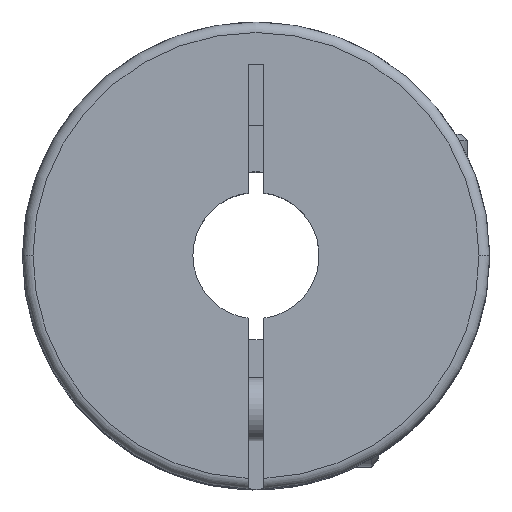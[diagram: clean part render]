
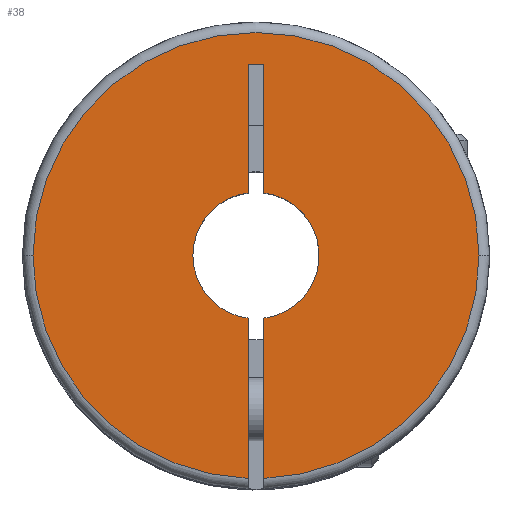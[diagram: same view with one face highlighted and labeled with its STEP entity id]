
A CAD part, top view. The second image highlights one B-rep face of the part: STEP entity #38.
In plain terms, the highlighted planar face has unit normal (0, 0, 1).
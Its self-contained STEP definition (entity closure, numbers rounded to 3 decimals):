
#3 = VECTOR ( 'NONE', #376, 1000. ) ;
#26 = ORIENTED_EDGE ( 'NONE', *, *, #3203, .F. ) ;
#38 = ADVANCED_FACE ( 'NONE', ( #3457 ), #3723, .F. ) ;
#185 = DIRECTION ( 'NONE',  ( 0., 0., -1. ) ) ;
#193 = VECTOR ( 'NONE', #2686, 1000. ) ;
#204 = CARTESIAN_POINT ( 'NONE',  ( 0., 0., 0. ) ) ;
#225 = DIRECTION ( 'NONE',  ( 0., 0., -1. ) ) ;
#231 = VERTEX_POINT ( 'NONE', #2156 ) ;
#242 = EDGE_LOOP ( 'NONE', ( #1226, #3347, #949, #3800, #2504, #1930, #26, #3882, #3357, #1234, #3725 ) ) ;
#244 = DIRECTION ( 'NONE',  ( -1., 0., 0. ) ) ;
#255 = CIRCLE ( 'NONE', #1765, 10.6 ) ;
#267 = VERTEX_POINT ( 'NONE', #2398 ) ;
#287 = CARTESIAN_POINT ( 'NONE',  ( 0., 0., 0. ) ) ;
#376 = DIRECTION ( 'NONE',  ( -1., 0., 0. ) ) ;
#432 = CARTESIAN_POINT ( 'NONE',  ( -0.375, 9.1, 0. ) ) ;
#438 = AXIS2_PLACEMENT_3D ( 'NONE', #287, #1575, #1552 ) ;
#472 = EDGE_CURVE ( 'NONE', #2737, #231, #1327, .T. ) ;
#561 = VERTEX_POINT ( 'NONE', #2058 ) ;
#570 = CARTESIAN_POINT ( 'NONE',  ( 0., 0., 0. ) ) ;
#590 = LINE ( 'NONE', #1480, #193 ) ;
#689 = CIRCLE ( 'NONE', #817, 3. ) ;
#732 = VERTEX_POINT ( 'NONE', #3909 ) ;
#785 = EDGE_CURVE ( 'NONE', #3603, #2737, #1323, .T. ) ;
#817 = AXIS2_PLACEMENT_3D ( 'NONE', #3212, #225, #3516 ) ;
#838 = EDGE_CURVE ( 'NONE', #2219, #561, #968, .T. ) ;
#895 = VECTOR ( 'NONE', #1460, 1000. ) ;
#949 = ORIENTED_EDGE ( 'NONE', *, *, #2896, .T. ) ;
#968 = LINE ( 'NONE', #432, #1900 ) ;
#1033 = CARTESIAN_POINT ( 'NONE',  ( -0.375, 9.1, 0. ) ) ;
#1107 = VERTEX_POINT ( 'NONE', #2425 ) ;
#1155 = EDGE_CURVE ( 'NONE', #267, #732, #1777, .T. ) ;
#1226 = ORIENTED_EDGE ( 'NONE', *, *, #3184, .F. ) ;
#1234 = ORIENTED_EDGE ( 'NONE', *, *, #2830, .F. ) ;
#1323 = LINE ( 'NONE', #3087, #3 ) ;
#1324 = AXIS2_PLACEMENT_3D ( 'NONE', #204, #185, #2045 ) ;
#1327 = LINE ( 'NONE', #1033, #1455 ) ;
#1452 = VERTEX_POINT ( 'NONE', #3091 ) ;
#1455 = VECTOR ( 'NONE', #1960, 1000. ) ;
#1460 = DIRECTION ( 'NONE',  ( 0., 1., 0. ) ) ;
#1480 = CARTESIAN_POINT ( 'NONE',  ( 0.375, -11.1, 0. ) ) ;
#1526 = DIRECTION ( 'NONE',  ( -1., 0., 0. ) ) ;
#1552 = DIRECTION ( 'NONE',  ( -1., 0., 0. ) ) ;
#1565 = CARTESIAN_POINT ( 'NONE',  ( 0., 0., 0. ) ) ;
#1575 = DIRECTION ( 'NONE',  ( 0., 0., -1. ) ) ;
#1643 = CARTESIAN_POINT ( 'NONE',  ( 0., 0., 0. ) ) ;
#1670 = CARTESIAN_POINT ( 'NONE',  ( -3., 0., 0. ) ) ;
#1672 = EDGE_CURVE ( 'NONE', #1107, #732, #1737, .T. ) ;
#1737 = LINE ( 'NONE', #1776, #895 ) ;
#1742 = CARTESIAN_POINT ( 'NONE',  ( 0., 0., 0. ) ) ;
#1765 = AXIS2_PLACEMENT_3D ( 'NONE', #570, #1773, #2034 ) ;
#1773 = DIRECTION ( 'NONE',  ( 0., 0., -1. ) ) ;
#1776 = CARTESIAN_POINT ( 'NONE',  ( 0.375, -11.1, 0. ) ) ;
#1777 = CIRCLE ( 'NONE', #1903, 3. ) ;
#1900 = VECTOR ( 'NONE', #3169, 1000. ) ;
#1903 = AXIS2_PLACEMENT_3D ( 'NONE', #1565, #3645, #1526 ) ;
#1904 = CARTESIAN_POINT ( 'NONE',  ( 0.375, 9.1, 0. ) ) ;
#1930 = ORIENTED_EDGE ( 'NONE', *, *, #785, .F. ) ;
#1960 = DIRECTION ( 'NONE',  ( 0., -1., 0. ) ) ;
#1965 = DIRECTION ( 'NONE',  ( 0., -1., 0. ) ) ;
#2034 = DIRECTION ( 'NONE',  ( -1., 0., 0. ) ) ;
#2045 = DIRECTION ( 'NONE',  ( -1., 0., 0. ) ) ;
#2058 = CARTESIAN_POINT ( 'NONE',  ( -0.375, -10.593, 0. ) ) ;
#2140 = AXIS2_PLACEMENT_3D ( 'NONE', #1742, #2958, #244 ) ;
#2156 = CARTESIAN_POINT ( 'NONE',  ( -0.375, 2.976, 0. ) ) ;
#2219 = VERTEX_POINT ( 'NONE', #3744 ) ;
#2225 = VERTEX_POINT ( 'NONE', #1670 ) ;
#2398 = CARTESIAN_POINT ( 'NONE',  ( 0.375, 2.976, 0. ) ) ;
#2422 = AXIS2_PLACEMENT_3D ( 'NONE', #1643, #3803, #1965 ) ;
#2425 = CARTESIAN_POINT ( 'NONE',  ( 0.375, -10.593, 0. ) ) ;
#2457 = CIRCLE ( 'NONE', #1324, 10.6 ) ;
#2504 = ORIENTED_EDGE ( 'NONE', *, *, #472, .F. ) ;
#2686 = DIRECTION ( 'NONE',  ( 0., 1., 0. ) ) ;
#2737 = VERTEX_POINT ( 'NONE', #3896 ) ;
#2776 = CIRCLE ( 'NONE', #2140, 10.6 ) ;
#2816 = EDGE_CURVE ( 'NONE', #2225, #231, #689, .T. ) ;
#2830 = EDGE_CURVE ( 'NONE', #2886, #1107, #2457, .T. ) ;
#2866 = EDGE_CURVE ( 'NONE', #1452, #2886, #2776, .T. ) ;
#2886 = VERTEX_POINT ( 'NONE', #3363 ) ;
#2896 = EDGE_CURVE ( 'NONE', #2219, #2225, #3923, .T. ) ;
#2958 = DIRECTION ( 'NONE',  ( 0., 0., -1. ) ) ;
#3087 = CARTESIAN_POINT ( 'NONE',  ( 0.375, 9.1, 0. ) ) ;
#3091 = CARTESIAN_POINT ( 'NONE',  ( -10.6, 0., 0. ) ) ;
#3169 = DIRECTION ( 'NONE',  ( 0., -1., 0. ) ) ;
#3184 = EDGE_CURVE ( 'NONE', #561, #1452, #255, .T. ) ;
#3203 = EDGE_CURVE ( 'NONE', #267, #3603, #590, .T. ) ;
#3212 = CARTESIAN_POINT ( 'NONE',  ( 0., 0., 0. ) ) ;
#3347 = ORIENTED_EDGE ( 'NONE', *, *, #838, .F. ) ;
#3357 = ORIENTED_EDGE ( 'NONE', *, *, #1672, .F. ) ;
#3363 = CARTESIAN_POINT ( 'NONE',  ( 10.6, 0., 0. ) ) ;
#3457 = FACE_OUTER_BOUND ( 'NONE', #242, .T. ) ;
#3516 = DIRECTION ( 'NONE',  ( -1., 0., 0. ) ) ;
#3603 = VERTEX_POINT ( 'NONE', #1904 ) ;
#3645 = DIRECTION ( 'NONE',  ( 0., 0., -1. ) ) ;
#3723 = PLANE ( 'NONE',  #2422 ) ;
#3725 = ORIENTED_EDGE ( 'NONE', *, *, #2866, .F. ) ;
#3744 = CARTESIAN_POINT ( 'NONE',  ( -0.375, -2.976, 0. ) ) ;
#3800 = ORIENTED_EDGE ( 'NONE', *, *, #2816, .T. ) ;
#3803 = DIRECTION ( 'NONE',  ( 0., 0., -1. ) ) ;
#3882 = ORIENTED_EDGE ( 'NONE', *, *, #1155, .T. ) ;
#3896 = CARTESIAN_POINT ( 'NONE',  ( -0.375, 9.1, 0. ) ) ;
#3909 = CARTESIAN_POINT ( 'NONE',  ( 0.375, -2.976, 0. ) ) ;
#3923 = CIRCLE ( 'NONE', #438, 3. ) ;
